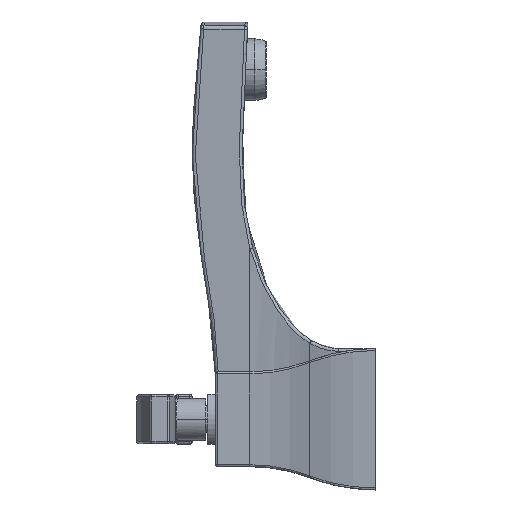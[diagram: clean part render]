
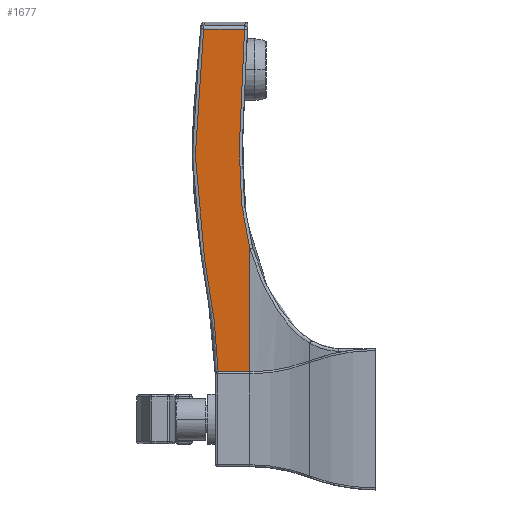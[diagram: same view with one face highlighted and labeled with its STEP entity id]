
A CAD part, left-side view. The second image highlights one B-rep face of the part: STEP entity #1677.
In plain terms, the highlighted planar face has unit normal (-0.996, 0.087, 0).
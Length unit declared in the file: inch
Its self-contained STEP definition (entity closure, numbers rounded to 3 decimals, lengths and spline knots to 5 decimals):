
#219=CARTESIAN_POINT('',(-0.66311,1.96439,5.849));
#236=CARTESIAN_POINT('',(-0.66311,1.96439,5.849));
#237=CARTESIAN_POINT('',(-0.66148,1.98303,5.61826));
#238=CARTESIAN_POINT('',(-0.65883,2.01334,5.17895));
#239=CARTESIAN_POINT('',(-0.6566,2.03879,4.58239));
#240=CARTESIAN_POINT('',(-0.65598,2.04589,4.0609));
#241=CARTESIAN_POINT('',(-0.65655,2.03935,3.54048));
#242=CARTESIAN_POINT('',(-0.66095,1.9891,3.00117));
#243=CARTESIAN_POINT('',(-0.66664,1.92402,2.70294));
#244=CARTESIAN_POINT('',(-0.67006,1.885,2.56264));
#278=DIRECTION('',(0.,0.,1.));
#279=VECTOR('',#278,3.12764);
#280=CARTESIAN_POINT('',(-0.67006,1.885,
-0.56501));
#281=LINE('',#280,#279);
#403=CARTESIAN_POINT('',(-0.66311,1.96439,5.849));
#404=CARTESIAN_POINT('',(-0.65715,2.0325,5.85025));
#405=CARTESIAN_POINT('',(-0.64523,2.1688,5.85271));
#406=CARTESIAN_POINT('',(-0.62732,2.37349,5.85629));
#407=CARTESIAN_POINT('',(-0.61537,2.51011,5.8586));
#408=CARTESIAN_POINT('',(-0.60939,2.57846,5.85974));
#417=CARTESIAN_POINT('',(-0.6696,1.89023,-0.565));
#418=CARTESIAN_POINT('',(-0.66968,1.88936,-0.565));
#419=CARTESIAN_POINT('',(-0.66983,1.88761,
-0.565));
#420=CARTESIAN_POINT('',(-0.66998,1.88587,
-0.565));
#421=CARTESIAN_POINT('',(-0.67006,1.885,
-0.56501));
#623=CARTESIAN_POINT('',(-0.60939,2.57846,5.85974));
#638=CARTESIAN_POINT('',(-0.60939,2.57846,5.85974));
#639=CARTESIAN_POINT('',(-0.60691,2.6068,5.5618));
#640=CARTESIAN_POINT('',(-0.60186,2.66445,4.9952));
#641=CARTESIAN_POINT('',(-0.59771,2.71197,4.23299));
#642=CARTESIAN_POINT('',(-0.59889,2.6984,3.54379));
#643=CARTESIAN_POINT('',(-0.60432,2.6364,2.88433));
#644=CARTESIAN_POINT('',(-0.6122,2.54629,2.27657));
#645=CARTESIAN_POINT('',(-0.62073,2.44884,1.70403));
#646=CARTESIAN_POINT('',(-0.62731,2.37359,1.14484));
#647=CARTESIAN_POINT('',(-0.62899,2.35435,
0.79522));
#648=CARTESIAN_POINT('',(-0.62899,2.35436,0.625));
#667=DIRECTION('',(0.,0.,-1.));
#668=VECTOR('',#667,1.19);
#669=CARTESIAN_POINT('',(-0.62899,2.35436,0.625));
#670=LINE('',#669,#668);
#705=DIRECTION('',(-0.087,-0.996,0.));
#706=VECTOR('',#705,0.4659);
#707=CARTESIAN_POINT('',(-0.62899,2.35436,
-0.565));
#708=LINE('',#707,#706);
#740=VERTEX_POINT('',#417);
#741=VERTEX_POINT('',#421);
#759=VERTEX_POINT('',#623);
#761=VERTEX_POINT('',#648);
#763=CARTESIAN_POINT('',(-0.62899,2.35436,
-0.565));
#764=VERTEX_POINT('',#763);
#794=VERTEX_POINT('',#219);
#796=VERTEX_POINT('',#244);
#1659=CARTESIAN_POINT('',(-0.59,2.8,-1.25));
#1660=DIRECTION('',(-0.996,0.087,0.));
#1661=DIRECTION('',(-0.087,-0.996,0.));
#1662=AXIS2_PLACEMENT_3D('',#1659,#1660,#1661);
#1663=PLANE('',#1662);
#1664=ORIENTED_EDGE('',*,*,#1288,.T.);
#1665=ORIENTED_EDGE('',*,*,#1356,.F.);
#1667=ORIENTED_EDGE('',*,*,#1666,.F.);
#1669=ORIENTED_EDGE('',*,*,#1668,.F.);
#1671=ORIENTED_EDGE('',*,*,#1670,.F.);
#1673=ORIENTED_EDGE('',*,*,#1672,.F.);
#1674=ORIENTED_EDGE('',*,*,#1651,.F.);
#1675=EDGE_LOOP('',(#1664,#1665,#1667,#1669,#1671,#1673,#1674));
#1676=FACE_OUTER_BOUND('',#1675,.F.);
#1677=ADVANCED_FACE('',(#1676),#1663,.T.);
#245=B_SPLINE_CURVE_WITH_KNOTS('',3,(#236,#237,#238,#239,#240,#241,#242,#243,
#244),.UNSPECIFIED.,.F.,.F.,(4,1,1,1,1,1,4),(0.,0.16667,
0.33333,0.5,0.66667,0.83333,1.),
.UNSPECIFIED.);
#409=B_SPLINE_CURVE_WITH_KNOTS('',3,(#403,#404,#405,#406,#407,#408),
.UNSPECIFIED.,.F.,.F.,(4,1,1,4),(0.,0.33333,0.66667,1.),
.UNSPECIFIED.);
#422=B_SPLINE_CURVE_WITH_KNOTS('',3,(#417,#418,#419,#420,#421),.UNSPECIFIED.,
.F.,.F.,(4,1,4),(0.,0.5,1.),.UNSPECIFIED.);
#649=B_SPLINE_CURVE_WITH_KNOTS('',3,(#638,#639,#640,#641,#642,#643,#644,#645,
#646,#647,#648),.UNSPECIFIED.,.F.,.F.,(4,1,1,1,1,1,1,1,4),(0.,0.125,0.25,
0.375,0.5,0.625,0.75,0.875,1.),.UNSPECIFIED.);
#1288=EDGE_CURVE('',#794,#796,#245,.T.);
#1356=EDGE_CURVE('',#741,#796,#281,.T.);
#1651=EDGE_CURVE('',#794,#759,#409,.T.);
#1666=EDGE_CURVE('',#740,#741,#422,.T.);
#1668=EDGE_CURVE('',#764,#740,#708,.T.);
#1670=EDGE_CURVE('',#761,#764,#670,.T.);
#1672=EDGE_CURVE('',#759,#761,#649,.T.);
